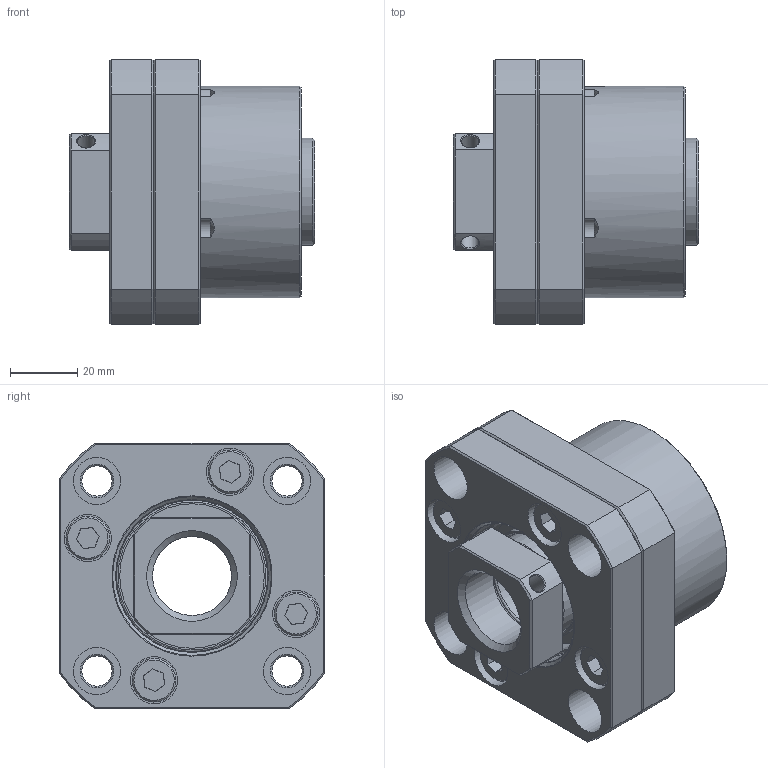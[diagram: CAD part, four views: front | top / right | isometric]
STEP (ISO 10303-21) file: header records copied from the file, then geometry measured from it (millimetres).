
FILE_DESCRIPTION (( 'STEP AP214' ), '1' );
FILE_NAME ('FKN25-Rollco.step', '2023-04-27T09:23:11', ( '' ), ( '' ), 'SwSTEP 2.0', 'SolidWorks 2010', '' );
FILE_SCHEMA (( 'AUTOMOTIVE_DESIGN' ));
Length unit declared in the file: millimetre
Products named in the file (11): 7205; 7205-1; 7205_3; 7205_2; FK25_1; FKN25_6; FK25_5; EAFK25; FKN25_7; MLC6S-M8x16; FKN25-Rollco
Assembly tree (17 placements, depth 3):
  FKN25-Rollco
    7205
      7205_3
      7205_2
    FKN25_6  x2
    FK25_1
    EAFK25  x2
    MLC6S-M8x16  x4
    FK25_5
    FKN25_7
    7205-1
      7205_2
      7205_3
Bounding box: 73 x 79 x 79 mm (x, y, z)
Volume: 184165.4 mm3; surface area: 86537.9 mm2
Topology: 15 solids, 15 shells, 303 faces, 673 edges, 418 vertices
Faces by surface type: plane 113, cylinder 77, cone 69, bspline 44
Full cylindrical faces by diameter (mm): 5.1 x2, 6.8 x4, 8 x4, 8.6 x4, 9 x4, 13 x4, 14 x8, 23.5 x1, 25 x2, 25.3 x2, 30.8 x2, 32 x3, 33 x2, 35 x4, 42 x2, 43 x2, 44 x2, 45 x4, 45.2 x1, 45.3 x1, 46.5 x2, 52 x4, 63 x1
Entity records: 6933 total; most frequent: CARTESIAN_POINT 2275, DIRECTION 877, ORIENTED_EDGE 732, AXIS2_PLACEMENT_3D 389, EDGE_LOOP 373, EDGE_CURVE 366, FACE_OUTER_BOUND 284, VERTEX_POINT 279
